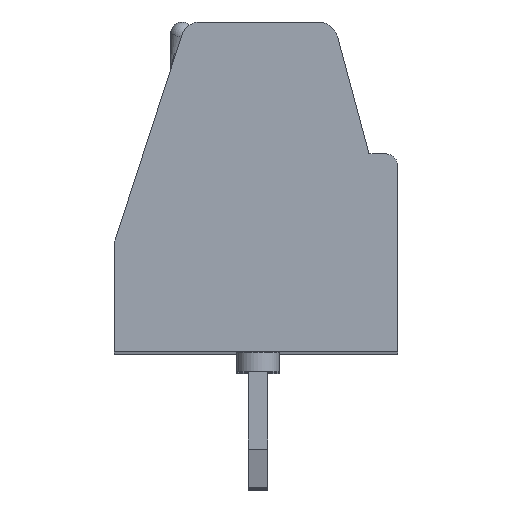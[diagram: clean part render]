
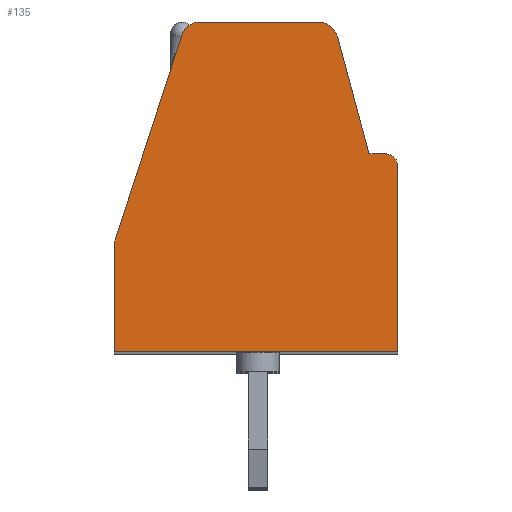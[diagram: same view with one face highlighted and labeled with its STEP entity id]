
A CAD part, top view. The second image highlights one B-rep face of the part: STEP entity #135.
In plain terms, the highlighted planar face has unit normal (0, 0, 1).
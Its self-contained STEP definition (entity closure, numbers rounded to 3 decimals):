
#135=ADVANCED_FACE('',(#582),#583,.F.);
#582=FACE_OUTER_BOUND('',#1399,.T.);
#583=PLANE('',#1400);
#1399=EDGE_LOOP('',(#2565,#2566,#2567,#2568,#2569,#2570,#2571,#2572,#2573,#2574));
#1400=AXIS2_PLACEMENT_3D('',#2575,#2576,#2577);
#2565=ORIENTED_EDGE('',*,*,#5549,.F.);
#2566=ORIENTED_EDGE('',*,*,#5550,.F.);
#2567=ORIENTED_EDGE('',*,*,#5551,.F.);
#2568=ORIENTED_EDGE('',*,*,#5552,.F.);
#2569=ORIENTED_EDGE('',*,*,#5553,.F.);
#2570=ORIENTED_EDGE('',*,*,#5554,.F.);
#2571=ORIENTED_EDGE('',*,*,#5555,.F.);
#2572=ORIENTED_EDGE('',*,*,#5556,.F.);
#2573=ORIENTED_EDGE('',*,*,#5557,.F.);
#2574=ORIENTED_EDGE('',*,*,#5558,.F.);
#2575=CARTESIAN_POINT('',(-34.955,-20.821,0.));
#2576=DIRECTION('',(0.,0.0,-1.0));
#2577=DIRECTION('',(-1.0,0.0,0.));
#5549=EDGE_CURVE('',#6813,#6814,#6815,.T.);
#5550=EDGE_CURVE('',#6816,#6813,#6817,.T.);
#5551=EDGE_CURVE('',#6818,#6816,#6819,.T.);
#5552=EDGE_CURVE('',#6820,#6818,#6821,.T.);
#5553=EDGE_CURVE('',#6822,#6820,#6823,.T.);
#5554=EDGE_CURVE('',#6824,#6822,#6825,.T.);
#5555=EDGE_CURVE('',#6826,#6824,#6827,.T.);
#5556=EDGE_CURVE('',#6828,#6826,#6829,.T.);
#5557=EDGE_CURVE('',#6830,#6828,#6831,.T.);
#5558=EDGE_CURVE('',#6814,#6830,#6832,.T.);
#6813=VERTEX_POINT('',#9249);
#6814=VERTEX_POINT('',#9250);
#6815=LINE('',#9251,#9252);
#6816=VERTEX_POINT('',#9253);
#6817=CIRCLE('',#9254,0.3);
#6818=VERTEX_POINT('',#9255);
#6819=LINE('',#9256,#9257);
#6820=VERTEX_POINT('',#9258);
#6821=LINE('',#9259,#9260);
#6822=VERTEX_POINT('',#9261);
#6823=CIRCLE('',#9262,0.5);
#6824=VERTEX_POINT('',#9263);
#6825=LINE('',#9264,#9265);
#6826=VERTEX_POINT('',#9266);
#6827=CIRCLE('',#9267,0.5);
#6828=VERTEX_POINT('',#9268);
#6829=LINE('',#9269,#9270);
#6830=VERTEX_POINT('',#9271);
#6831=LINE('',#9272,#9273);
#6832=LINE('',#9274,#9275);
#9249=CARTESIAN_POINT('',(0.,4.8,0.));
#9250=CARTESIAN_POINT('',(0.0,0.0,0.0));
#9251=CARTESIAN_POINT('',(0.0,-43.475,0.0));
#9252=VECTOR('',#12172,1.0);
#9253=CARTESIAN_POINT('',(-0.3,5.1,0.0));
#9254=AXIS2_PLACEMENT_3D('',#12173,#12174,#12175);
#9255=CARTESIAN_POINT('',(-0.739,5.1,0.0));
#9256=CARTESIAN_POINT('',(49.547,5.1,0.));
#9257=VECTOR('',#12176,1.0);
#9258=CARTESIAN_POINT('',(-1.551,8.129,0.0));
#9259=CARTESIAN_POINT('',(12.277,-43.475,0.));
#9260=VECTOR('',#12177,1.0);
#9261=CARTESIAN_POINT('',(-2.034,8.5,0.0));
#9262=AXIS2_PLACEMENT_3D('',#12178,#12179,#12180);
#9263=CARTESIAN_POINT('',(-5.087,8.5,0.));
#9264=CARTESIAN_POINT('',(49.547,8.5,0.));
#9265=VECTOR('',#12181,1.0);
#9266=CARTESIAN_POINT('',(-5.562,8.155,0.));
#9267=AXIS2_PLACEMENT_3D('',#12182,#12183,#12184);
#9268=CARTESIAN_POINT('',(-7.3,2.806,0.));
#9269=CARTESIAN_POINT('',(-22.338,-43.475,0.));
#9270=VECTOR('',#12185,1.0);
#9271=CARTESIAN_POINT('',(-7.3,0.0,0.));
#9272=CARTESIAN_POINT('',(-7.3,-43.475,0.));
#9273=VECTOR('',#12186,1.0);
#9274=CARTESIAN_POINT('',(49.547,0.0,0.));
#9275=VECTOR('',#12187,1.0);
#12172=DIRECTION('',(0.0,-1.0,0.0));
#12173=CARTESIAN_POINT('',(-0.3,4.8,0.0));
#12174=DIRECTION('',(0.,0.0,-1.0));
#12175=DIRECTION('',(-1.0,0.0,0.));
#12176=DIRECTION('',(1.0,0.0,0.));
#12177=DIRECTION('',(0.259,-0.966,0.));
#12178=CARTESIAN_POINT('',(-2.034,8.0,0.0));
#12179=DIRECTION('',(0.,0.0,-1.0));
#12180=DIRECTION('',(-1.0,0.0,0.));
#12181=DIRECTION('',(1.0,0.0,0.));
#12182=CARTESIAN_POINT('',(-5.087,8.0,0.));
#12183=DIRECTION('',(0.,0.0,-1.0));
#12184=DIRECTION('',(-1.0,0.0,0.));
#12185=DIRECTION('',(0.309,0.951,0.));
#12186=DIRECTION('',(0.0,1.0,0.0));
#12187=DIRECTION('',(-1.0,0.0,0.));
